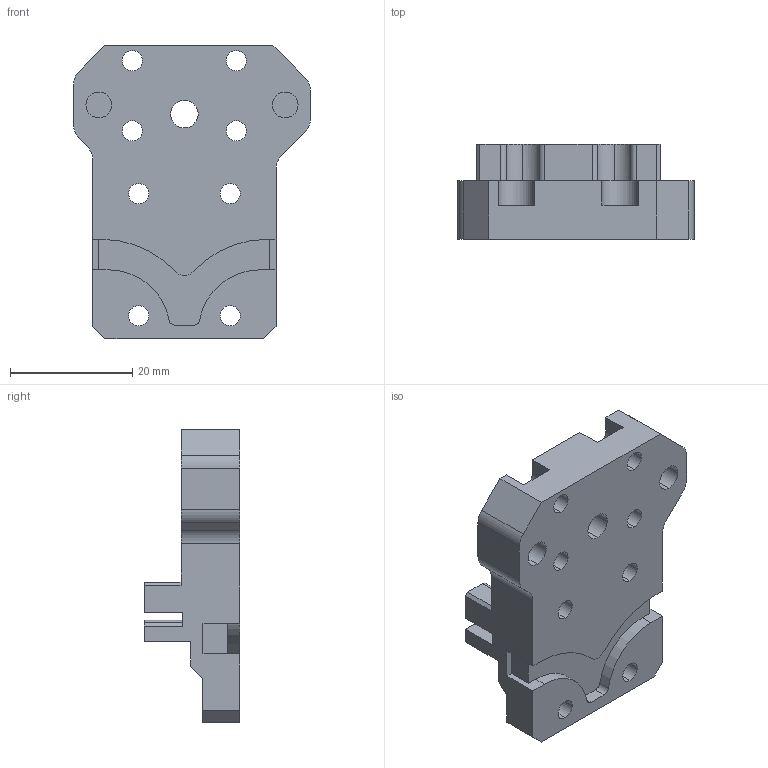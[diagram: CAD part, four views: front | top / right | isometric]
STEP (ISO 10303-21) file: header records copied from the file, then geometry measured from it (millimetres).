
FILE_DESCRIPTION (( 'STEP AP214' ), '1' );
FILE_NAME ('printHeadMount Mod GBtTinyMII GotchauSailfin.STEP', '2023-05-08T06:31:16', ( '' ), ( '' ), 'SwSTEP 2.0', 'SolidWorks 2018', '' );
FILE_SCHEMA (( 'AUTOMOTIVE_DESIGN' ));
Length unit declared in the file: millimetre
Products named in the file (1): printHeadMount Mod GBtTinyMII GotchauSailfin
Bounding box: 38.7 x 15.6 x 48 mm (x, y, z)
Volume: 12731.4 mm3; surface area: 6719.2 mm2
Topology: 1 solids, 1 shells, 132 faces, 363 edges, 242 vertices
Faces by surface type: cylinder 72, plane 60
Entity records: 4325 total; most frequent: DIRECTION 777, CARTESIAN_POINT 738, ORIENTED_EDGE 726, EDGE_CURVE 363, AXIS2_PLACEMENT_3D 281, VERTEX_POINT 242, VECTOR 215, LINE 215
